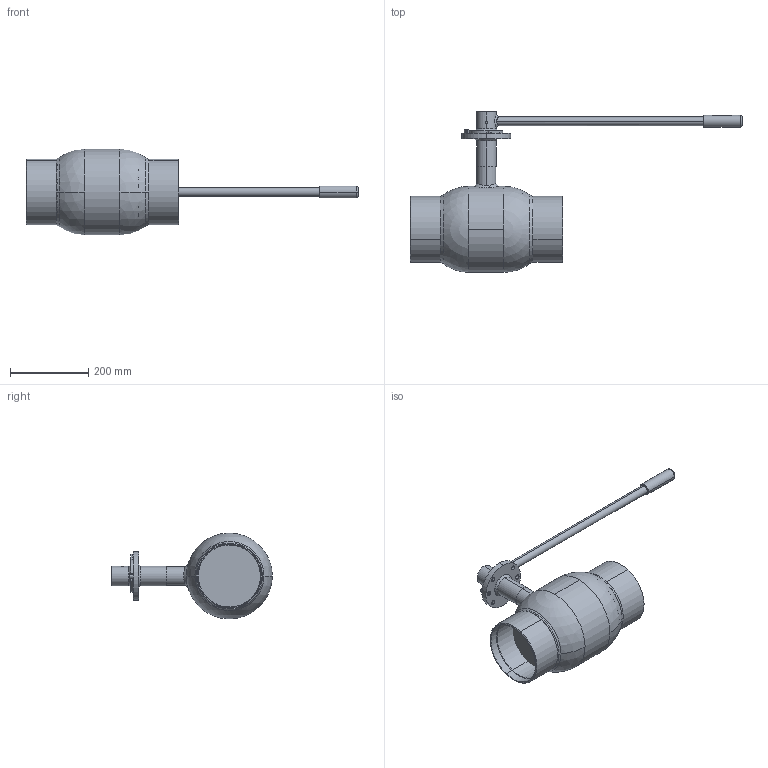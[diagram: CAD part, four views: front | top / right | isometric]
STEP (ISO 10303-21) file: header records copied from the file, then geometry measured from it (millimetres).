
FILE_DESCRIPTION (( 'STEP AP214' ), '1' );
FILE_NAME ('61102150 010.STEP', '2010-10-13T09:01:52', ( 'BROEN A/S' ), ( 'BROEN A/S' ), 'SwSTEP 2.0', 'SolidWorks 2009', '' );
FILE_SCHEMA (( 'AUTOMOTIVE_DESIGN' ));
Length unit declared in the file: millimetre
Products named in the file (1): 61102150 010
Bounding box: 846.77 x 409.65 x 219.1 mm (x, y, z)
Surface area: 528682 mm2 (no closed solid volume)
Topology: 0 solids, 30 shells, 191 faces, 803 edges, 606 vertices
Faces by surface type: cylinder 73, plane 70, cone 23, bspline 17, sphere 4, torus 4
Entity records: 16652 total; most frequent: CARTESIAN_POINT 8437, DIRECTION 1156, ORIENTED_EDGE 1142, EDGE_CURVE 799, VERTEX_POINT 606, VECTOR 396, LINE 396, AXIS2_PLACEMENT_3D 380
